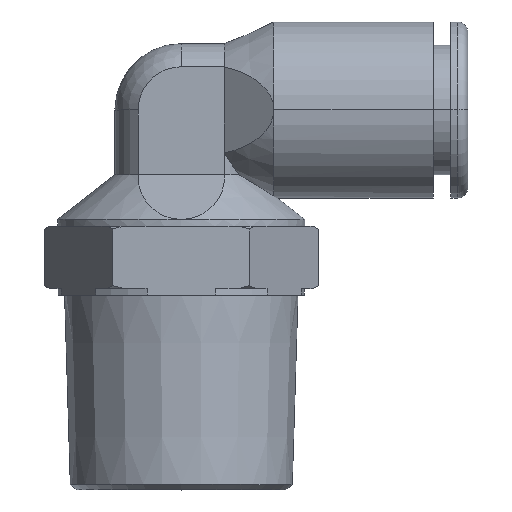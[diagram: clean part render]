
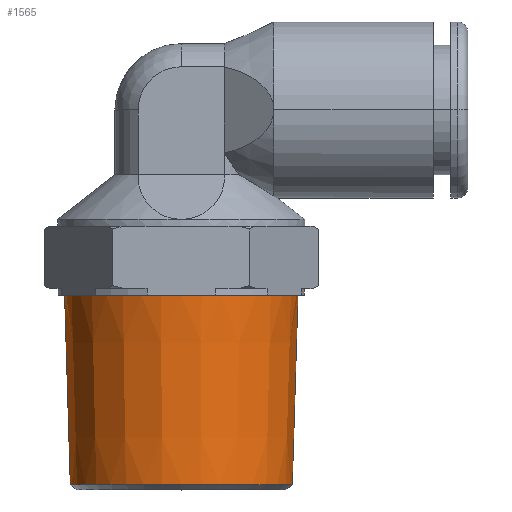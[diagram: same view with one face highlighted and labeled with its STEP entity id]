
A CAD part, top view. The second image highlights one B-rep face of the part: STEP entity #1565.
In plain terms, the highlighted conical face has half-angle 1.725 degrees and reference radius 8.376 mm.
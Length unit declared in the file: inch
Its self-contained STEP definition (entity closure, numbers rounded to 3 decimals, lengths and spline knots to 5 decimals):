
#202=CARTESIAN_POINT('',(0.,-1.085,0.));
#203=DIRECTION('',(0.,-1.,0.));
#204=DIRECTION('',(1.,0.,0.));
#205=AXIS2_PLACEMENT_3D('',#202,#203,#204);
#207=DIRECTION('',(0.03,1.,0.));
#208=VECTOR('',#207,0.54825);
#209=CARTESIAN_POINT('',(0.3215,-1.085,0.));
#210=LINE('',#209,#208);
#211=DIRECTION('',(-0.03,1.,0.));
#212=VECTOR('',#211,0.54825);
#213=CARTESIAN_POINT('',(-0.3215,-1.085,0.));
#214=LINE('',#213,#212);
#220=CARTESIAN_POINT('',(0.,-0.537,0.));
#221=DIRECTION('',(0.,-1.,0.));
#222=DIRECTION('',(1.,0.,0.));
#223=AXIS2_PLACEMENT_3D('',#220,#221,#222);
#1208=CARTESIAN_POINT('',(0.3215,-1.085,0.));
#1210=VERTEX_POINT('',#1208);
#1211=CARTESIAN_POINT('',(0.338,-0.537,0.));
#1212=VERTEX_POINT('',#1211);
#1214=CARTESIAN_POINT('',(-0.3215,-1.085,0.));
#1216=VERTEX_POINT('',#1214);
#1217=CARTESIAN_POINT('',(-0.338,-0.537,0.));
#1218=VERTEX_POINT('',#1217);
#1551=CARTESIAN_POINT('',(0.,-0.811,0.));
#1552=DIRECTION('',(0.,1.,0.));
#1553=DIRECTION('',(1.,0.,0.));
#1554=AXIS2_PLACEMENT_3D('',#1551,#1552,#1553);
#1555=CONICAL_SURFACE('',#1554,0.32975,1.725);
#1557=ORIENTED_EDGE('',*,*,#1556,.F.);
#1558=ORIENTED_EDGE('',*,*,#1546,.T.);
#1560=ORIENTED_EDGE('',*,*,#1559,.T.);
#1562=ORIENTED_EDGE('',*,*,#1561,.F.);
#1563=EDGE_LOOP('',(#1557,#1558,#1560,#1562));
#1564=FACE_OUTER_BOUND('',#1563,.F.);
#1565=ADVANCED_FACE('',(#1564),#1555,.T.);
#206=CIRCLE('',#205,0.3215);
#224=CIRCLE('',#223,0.338);
#1546=EDGE_CURVE('',#1210,#1216,#206,.T.);
#1556=EDGE_CURVE('',#1210,#1212,#210,.T.);
#1559=EDGE_CURVE('',#1216,#1218,#214,.T.);
#1561=EDGE_CURVE('',#1212,#1218,#224,.T.);
